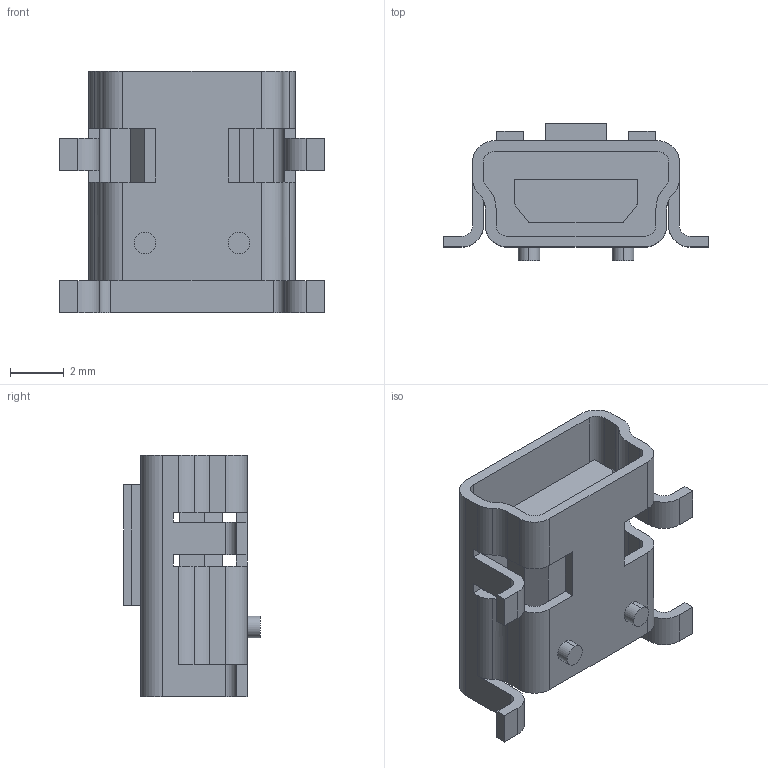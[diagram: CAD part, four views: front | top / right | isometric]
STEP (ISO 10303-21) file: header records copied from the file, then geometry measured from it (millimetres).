
FILE_DESCRIPTION (( 'STEP AP214' ), '1' );
FILE_NAME ('CODEFAU051121012956.step', '2006-05-12T01:00:02', ( 'sysAdmin' ), ( 'SolidWorks' ), 'SwSTEP 2.0', 'SolidWorks 2006079', '' );
FILE_SCHEMA (( 'AUTOMOTIVE_DESIGN' ));
Length unit declared in the file: millimetre
Products named in the file (1): CODEFAU051121012956
Bounding box: 9.9 x 5.1 x 9 mm (x, y, z)
Volume: 154.4 mm3; surface area: 439.1 mm2
Topology: 1 solids, 1 shells, 117 faces, 334 edges, 222 vertices
Faces by surface type: plane 75, cylinder 42
Entity records: 4014 total; most frequent: CARTESIAN_POINT 674, ORIENTED_EDGE 668, DIRECTION 656, EDGE_CURVE 334, VECTOR 248, LINE 248, VERTEX_POINT 222, AXIS2_PLACEMENT_3D 204
